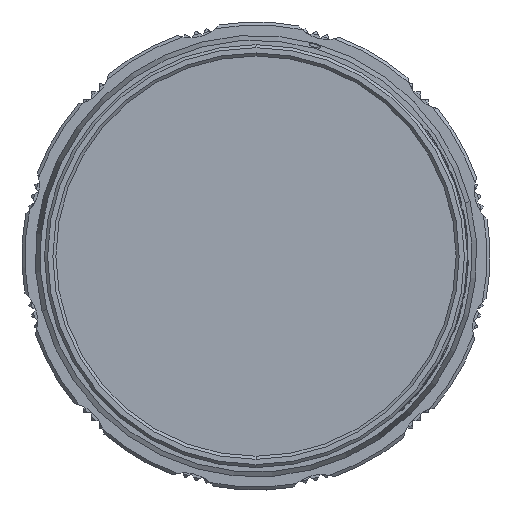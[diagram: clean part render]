
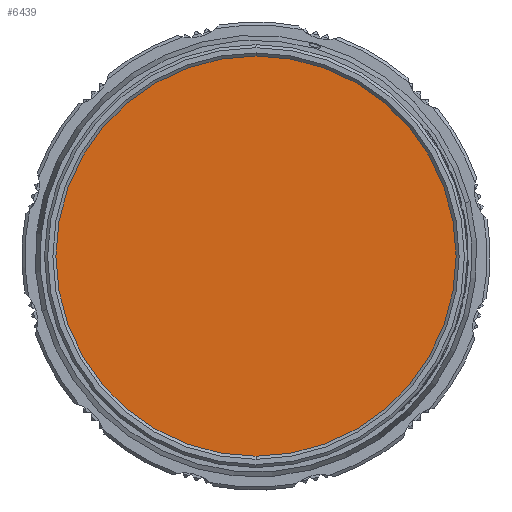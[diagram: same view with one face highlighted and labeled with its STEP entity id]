
A CAD part, left-side view. The second image highlights one B-rep face of the part: STEP entity #6439.
In plain terms, the highlighted planar face has unit normal (-1, 0, 0).
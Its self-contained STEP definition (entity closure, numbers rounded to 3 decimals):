
#366 = AXIS2_PLACEMENT_3D ( 'NONE', #2454, #32108, #31936 ) ;
#1141 = DIRECTION ( 'NONE',  ( -1., 0., 0. ) ) ;
#1281 = VERTEX_POINT ( 'NONE', #47725 ) ;
#2454 = CARTESIAN_POINT ( 'NONE',  ( -19., 0., 0. ) ) ;
#3290 = CIRCLE ( 'NONE', #366, 13.6 ) ;
#6439 = ADVANCED_FACE ( 'NONE', ( #6851 ), #36419, .F. ) ;
#6851 = FACE_OUTER_BOUND ( 'NONE', #34487, .T. ) ;
#10197 = EDGE_CURVE ( 'NONE', #1281, #10576, #3290, .T. ) ;
#10576 = VERTEX_POINT ( 'NONE', #43884 ) ;
#12047 = ORIENTED_EDGE ( 'NONE', *, *, #24075, .T. ) ;
#19374 = ORIENTED_EDGE ( 'NONE', *, *, #10197, .T. ) ;
#23934 = CIRCLE ( 'NONE', #43377, 13.6 ) ;
#24075 = EDGE_CURVE ( 'NONE', #10576, #1281, #23934, .T. ) ;
#25420 = CARTESIAN_POINT ( 'NONE',  ( -19., 13.6, 0. ) ) ;
#29381 = DIRECTION ( 'NONE',  ( 0., 0., -1. ) ) ;
#31645 = CARTESIAN_POINT ( 'NONE',  ( -19., 0., 0. ) ) ;
#31936 = DIRECTION ( 'NONE',  ( 0., 0., 1. ) ) ;
#32108 = DIRECTION ( 'NONE',  ( -1., 0., 0. ) ) ;
#34487 = EDGE_LOOP ( 'NONE', ( #12047, #19374 ) ) ;
#36419 = PLANE ( 'NONE',  #41962 ) ;
#39302 = DIRECTION ( 'NONE',  ( 0., 0., 1. ) ) ;
#40572 = DIRECTION ( 'NONE',  ( 1., 0., 0. ) ) ;
#41962 = AXIS2_PLACEMENT_3D ( 'NONE', #25420, #40572, #29381 ) ;
#43377 = AXIS2_PLACEMENT_3D ( 'NONE', #31645, #1141, #39302 ) ;
#43884 = CARTESIAN_POINT ( 'NONE',  ( -19., 0., 13.6 ) ) ;
#47725 = CARTESIAN_POINT ( 'NONE',  ( -19., 0., -13.6 ) ) ;
